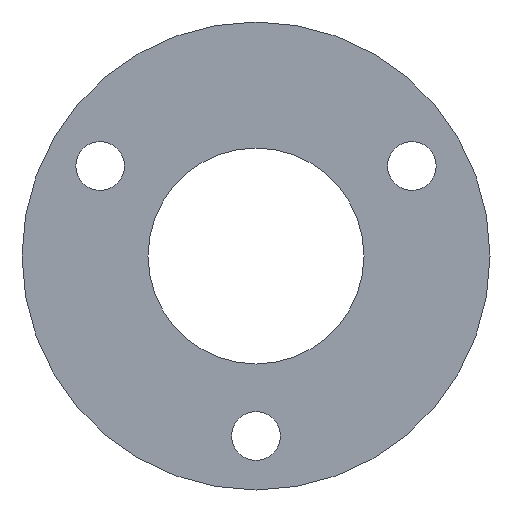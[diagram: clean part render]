
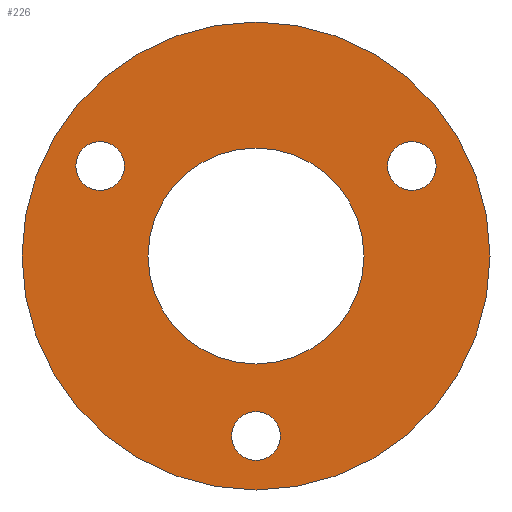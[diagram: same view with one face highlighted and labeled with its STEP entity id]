
A CAD part, front view. The second image highlights one B-rep face of the part: STEP entity #226.
In plain terms, the highlighted planar face has unit normal (0, -1, 0).
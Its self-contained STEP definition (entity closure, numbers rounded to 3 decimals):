
#39=FACE_BOUND('',#58,.T.);
#40=FACE_BOUND('',#59,.T.);
#41=FACE_BOUND('',#60,.T.);
#42=FACE_BOUND('',#61,.T.);
#47=FACE_OUTER_BOUND('',#57,.T.);
#57=EDGE_LOOP('',(#158));
#58=EDGE_LOOP('',(#159,#160));
#59=EDGE_LOOP('',(#161,#162));
#60=EDGE_LOOP('',(#163,#164));
#61=EDGE_LOOP('',(#165,#166));
#75=CIRCLE('',#251,13.);
#76=CIRCLE('',#252,1.35);
#77=CIRCLE('',#253,1.35);
#78=CIRCLE('',#254,1.35);
#79=CIRCLE('',#255,1.35);
#80=CIRCLE('',#256,1.35);
#81=CIRCLE('',#257,1.35);
#82=CIRCLE('',#258,6.);
#83=CIRCLE('',#259,6.);
#100=VERTEX_POINT('',#367);
#101=VERTEX_POINT('',#369);
#102=VERTEX_POINT('',#370);
#103=VERTEX_POINT('',#373);
#104=VERTEX_POINT('',#374);
#105=VERTEX_POINT('',#377);
#106=VERTEX_POINT('',#378);
#107=VERTEX_POINT('',#381);
#108=VERTEX_POINT('',#382);
#125=EDGE_CURVE('',#100,#100,#75,.T.);
#126=EDGE_CURVE('',#101,#102,#76,.T.);
#127=EDGE_CURVE('',#102,#101,#77,.T.);
#128=EDGE_CURVE('',#103,#104,#78,.T.);
#129=EDGE_CURVE('',#104,#103,#79,.T.);
#130=EDGE_CURVE('',#105,#106,#80,.T.);
#131=EDGE_CURVE('',#106,#105,#81,.T.);
#132=EDGE_CURVE('',#107,#108,#82,.T.);
#133=EDGE_CURVE('',#108,#107,#83,.T.);
#158=ORIENTED_EDGE('',*,*,#125,.F.);
#159=ORIENTED_EDGE('',*,*,#126,.T.);
#160=ORIENTED_EDGE('',*,*,#127,.T.);
#161=ORIENTED_EDGE('',*,*,#128,.T.);
#162=ORIENTED_EDGE('',*,*,#129,.T.);
#163=ORIENTED_EDGE('',*,*,#130,.T.);
#164=ORIENTED_EDGE('',*,*,#131,.T.);
#165=ORIENTED_EDGE('',*,*,#132,.T.);
#166=ORIENTED_EDGE('',*,*,#133,.T.);
#224=PLANE('',#250);
#226=ADVANCED_FACE('',(#47,#39,#40,#41,#42),#224,.F.);
#250=AXIS2_PLACEMENT_3D('',#366,#287,#288);
#251=AXIS2_PLACEMENT_3D('',#368,#289,#290);
#252=AXIS2_PLACEMENT_3D('',#371,#291,#292);
#253=AXIS2_PLACEMENT_3D('',#372,#293,#294);
#254=AXIS2_PLACEMENT_3D('',#375,#295,#296);
#255=AXIS2_PLACEMENT_3D('',#376,#297,#298);
#256=AXIS2_PLACEMENT_3D('',#379,#299,#300);
#257=AXIS2_PLACEMENT_3D('',#380,#301,#302);
#258=AXIS2_PLACEMENT_3D('',#383,#303,#304);
#259=AXIS2_PLACEMENT_3D('',#384,#305,#306);
#287=DIRECTION('center_axis',(0.,1.,0.));
#288=DIRECTION('ref_axis',(0.,0.,1.));
#289=DIRECTION('center_axis',(0.,1.,0.));
#290=DIRECTION('ref_axis',(0.,0.,1.));
#291=DIRECTION('center_axis',(0.,1.,0.));
#292=DIRECTION('ref_axis',(0.,0.,1.));
#293=DIRECTION('center_axis',(0.,1.,0.));
#294=DIRECTION('ref_axis',(0.,0.,1.));
#295=DIRECTION('center_axis',(0.,1.,0.));
#296=DIRECTION('ref_axis',(0.,0.,1.));
#297=DIRECTION('center_axis',(0.,1.,0.));
#298=DIRECTION('ref_axis',(0.,0.,1.));
#299=DIRECTION('center_axis',(0.,1.,0.));
#300=DIRECTION('ref_axis',(0.,0.,1.));
#301=DIRECTION('center_axis',(0.,1.,0.));
#302=DIRECTION('ref_axis',(0.,0.,1.));
#303=DIRECTION('center_axis',(0.,1.,0.));
#304=DIRECTION('ref_axis',(0.,0.,1.));
#305=DIRECTION('center_axis',(0.,1.,0.));
#306=DIRECTION('ref_axis',(0.,0.,1.));
#366=CARTESIAN_POINT('Origin',(12.354,-35.038,44.));
#367=CARTESIAN_POINT('',(12.354,-35.038,57.));
#368=CARTESIAN_POINT('Origin',(12.354,-35.038,44.));
#369=CARTESIAN_POINT('',(12.354,-35.038,35.35));
#370=CARTESIAN_POINT('',(12.354,-35.038,32.65));
#371=CARTESIAN_POINT('Origin',(12.354,-35.038,34.));
#372=CARTESIAN_POINT('Origin',(12.354,-35.038,34.));
#373=CARTESIAN_POINT('',(3.694,-35.038,50.35));
#374=CARTESIAN_POINT('',(3.694,-35.038,47.65));
#375=CARTESIAN_POINT('Origin',(3.694,-35.038,49.));
#376=CARTESIAN_POINT('Origin',(3.694,-35.038,49.));
#377=CARTESIAN_POINT('',(21.014,-35.038,50.35));
#378=CARTESIAN_POINT('',(21.014,-35.038,47.65));
#379=CARTESIAN_POINT('Origin',(21.014,-35.038,49.));
#380=CARTESIAN_POINT('Origin',(21.014,-35.038,49.));
#381=CARTESIAN_POINT('',(12.354,-35.038,50.));
#382=CARTESIAN_POINT('',(12.354,-35.038,38.));
#383=CARTESIAN_POINT('Origin',(12.354,-35.038,44.));
#384=CARTESIAN_POINT('Origin',(12.354,-35.038,44.));
